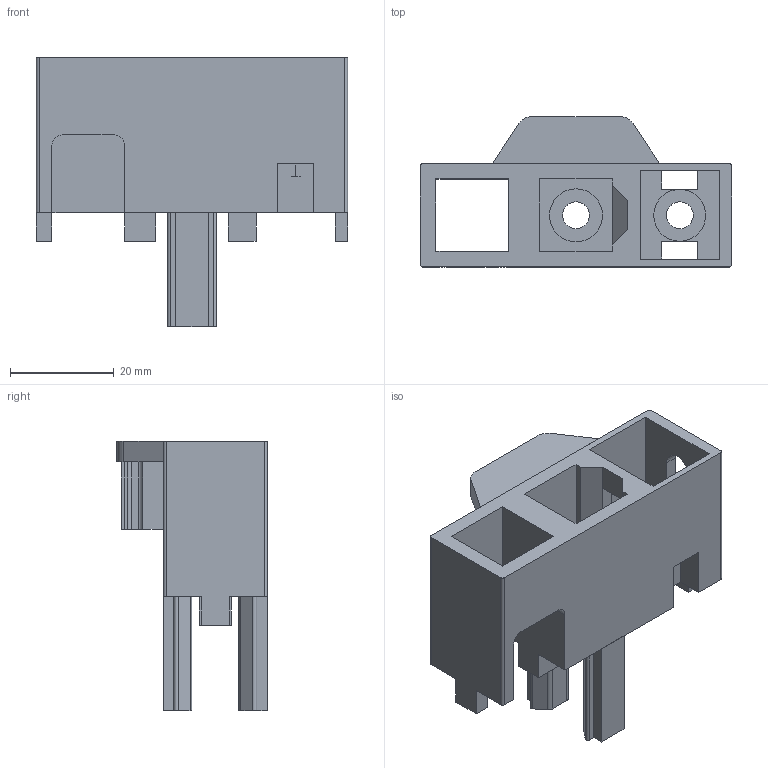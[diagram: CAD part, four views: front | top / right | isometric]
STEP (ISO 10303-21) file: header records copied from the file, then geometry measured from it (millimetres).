
FILE_DESCRIPTION(/* description */ (''),/* implementation_level */ '2;1');
FILE_NAME(/* name */ 'Perseus-z-tensioner.step',/* time_stamp */ '2022-01-04T22:26:56+08:00',/* author */ (''),/* organization */ (''),/* preprocessor_version */ 'ST-DEVELOPER v18.1',/* originating_system */ 'Autodesk Translation Framework v10.10.0.1391',/* authorisation */ '');
FILE_SCHEMA (('AUTOMOTIVE_DESIGN { 1 0 10303 214 3 1 1 }'));
Length unit declared in the file: millimetre
Products named in the file (1): tensioner_Z
Bounding box: 60 x 29 x 52 mm (x, y, z)
Volume: 22260 mm3; surface area: 14579.8 mm2
Topology: 6 solids, 6 shells, 135 faces, 365 edges, 240 vertices
Faces by surface type: plane 108, cylinder 27
Full cylindrical faces by diameter (mm): 5.2 x2, 10.2 x1
Entity records: 4263 total; most frequent: CARTESIAN_POINT 743, ORIENTED_EDGE 734, DIRECTION 693, EDGE_CURVE 367, LINE 313, VECTOR 313, VERTEX_POINT 240, AXIS2_PLACEMENT_3D 190
